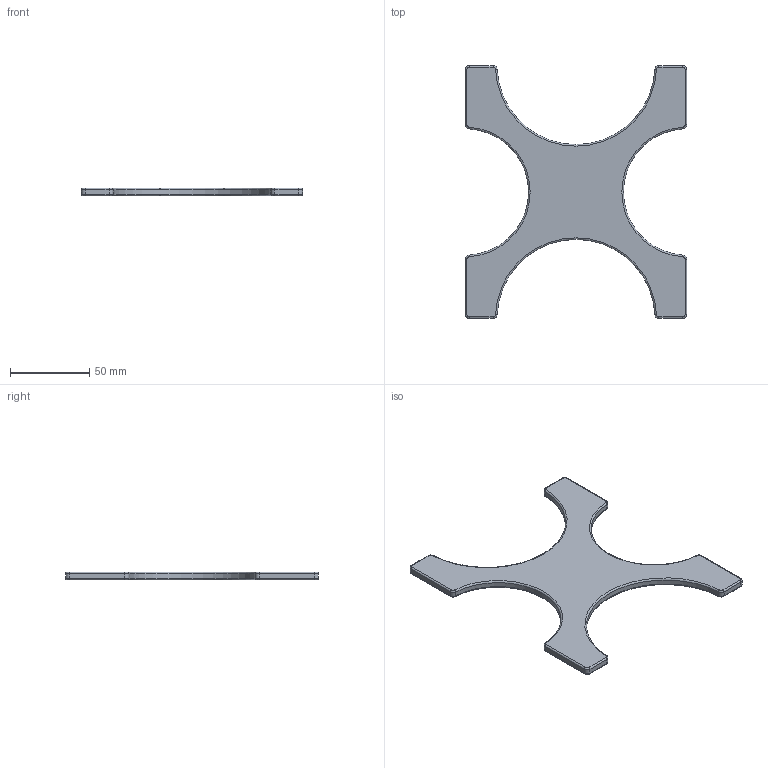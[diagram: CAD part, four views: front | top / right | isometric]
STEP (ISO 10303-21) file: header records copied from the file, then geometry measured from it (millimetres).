
FILE_DESCRIPTION(/* description */ ('STEP AP242','CAx-IF Rec.Pracs.---Representation and Presentation of Product Manufacturing Information (PMI)---4.0---2014-10-13','CAx-IF Rec.Pracs.---3D Tessellated Geometry---0.4---2014-09-14','2;1'),/* implementation_level */ '2;1');
FILE_NAME(/* name */ '668b0b063061dc322dd348fd',/* time_stamp */ '2024-07-07T21:39:19Z',/* author */ (''),/* organization */ (''),/* preprocessor_version */ 'ST-DEVELOPER v20',/* originating_system */ ' ',/* authorisation */ ' ');
FILE_SCHEMA (('AP242_MANAGED_MODEL_BASED_3D_ENGINEERING_MIM_LF { 1 0 10303 442 1 1 4 }'));
Length unit declared in the file: metre
Products named in the file (1): top
Bounding box: 140 x 160 x 5 mm (x, y, z)
Volume: 47181.4 mm3; surface area: 22292.4 mm2
Topology: 1 solids, 1 shells, 74 faces, 168 edges, 96 vertices
Faces by surface type: cylinder 32, torus 32, plane 10
Entity records: 2102 total; most frequent: DIRECTION 430, CARTESIAN_POINT 339, ORIENTED_EDGE 336, AXIS2_PLACEMENT_3D 187, EDGE_CURVE 168, CIRCLE 112, VERTEX_POINT 96, EDGE_LOOP 74
